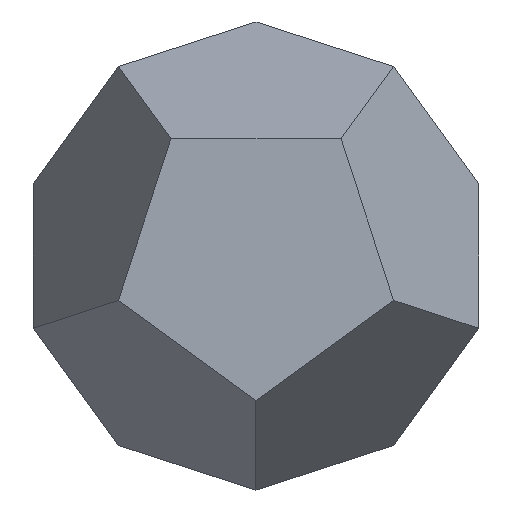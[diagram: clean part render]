
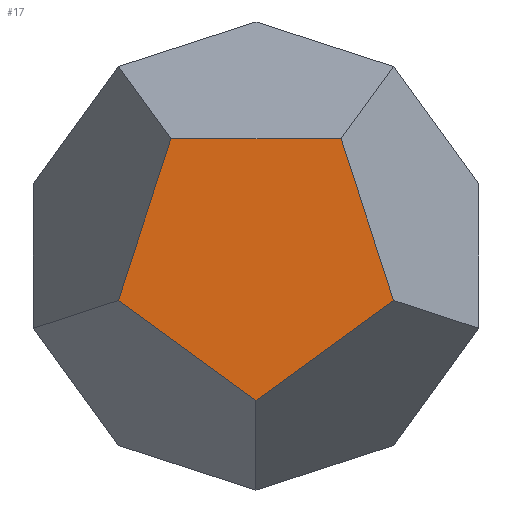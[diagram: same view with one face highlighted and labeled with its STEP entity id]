
A CAD part, top view. The second image highlights one B-rep face of the part: STEP entity #17.
In plain terms, the highlighted planar face has unit normal (0, 0, 1).
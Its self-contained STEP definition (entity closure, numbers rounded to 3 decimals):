
#17 = ADVANCED_FACE('',(#18),#32,.T.);
#18 = FACE_BOUND('',#19,.T.);
#19 = EDGE_LOOP('',(#20,#53,#79,#105,#131));
#20 = ORIENTED_EDGE('',*,*,#21,.F.);
#21 = EDGE_CURVE('',#22,#24,#26,.T.);
#22 = VERTEX_POINT('',#23);
#23 = CARTESIAN_POINT('',(10.898,-3.541,15.));
#24 = VERTEX_POINT('',#25);
#25 = CARTESIAN_POINT('',(0.,-11.459,15.));
#26 = SURFACE_CURVE('',#27,(#31,#42),.PCURVE_S1.);
#27 = LINE('',#28,#29);
#28 = CARTESIAN_POINT('',(0.634,-10.999,15.));
#29 = VECTOR('',#30,1.);
#30 = DIRECTION('',(-0.809,-0.588,0.));
#31 = PCURVE('',#32,#37);
#32 = PLANE('',#33);
#33 = AXIS2_PLACEMENT_3D('',#34,#35,#36);
#34 = CARTESIAN_POINT('',(-30.,-30.,15.));
#35 = DIRECTION('',(0.,0.,1.));
#36 = DIRECTION('',(1.,0.,0.));
#37 = DEFINITIONAL_REPRESENTATION('',(#38),#41);
#38 = B_SPLINE_CURVE_WITH_KNOTS('',1,(#39,#40),.UNSPECIFIED.,.F.,.F.,(2,
    2),(-16.85,4.946),.PIECEWISE_BEZIER_KNOTS.);
#39 = CARTESIAN_POINT('',(44.266,28.906));
#40 = CARTESIAN_POINT('',(26.632,16.094));
#41 = ( GEOMETRIC_REPRESENTATION_CONTEXT(2) 
PARAMETRIC_REPRESENTATION_CONTEXT() REPRESENTATION_CONTEXT('2D SPACE',''
  ) );
#42 = PCURVE('',#43,#48);
#43 = PLANE('',#44);
#44 = AXIS2_PLACEMENT_3D('',#45,#46,#47);
#45 = CARTESIAN_POINT('',(40.042,-4.075,
    -20.125));
#46 = DIRECTION('',(-0.526,0.724,-0.447));
#47 = DIRECTION('',(-0.809,-0.588,0.)
  );
#48 = DEFINITIONAL_REPRESENTATION('',(#49),#52);
#49 = B_SPLINE_CURVE_WITH_KNOTS('',1,(#50,#51),.UNSPECIFIED.,.F.,.F.,(2,
    2),(-16.85,4.946),.PIECEWISE_BEZIER_KNOTS.);
#50 = CARTESIAN_POINT('',(19.102,39.271));
#51 = CARTESIAN_POINT('',(40.898,39.271));
#52 = ( GEOMETRIC_REPRESENTATION_CONTEXT(2) 
PARAMETRIC_REPRESENTATION_CONTEXT() REPRESENTATION_CONTEXT('2D SPACE',''
  ) );
#53 = ORIENTED_EDGE('',*,*,#54,.F.);
#54 = EDGE_CURVE('',#55,#22,#57,.T.);
#55 = VERTEX_POINT('',#56);
#56 = CARTESIAN_POINT('',(6.735,9.271,15.));
#57 = SURFACE_CURVE('',#58,(#62,#68),.PCURVE_S1.);
#58 = LINE('',#59,#60);
#59 = CARTESIAN_POINT('',(7.158,7.971,15.));
#60 = VECTOR('',#61,1.);
#61 = DIRECTION('',(0.309,-0.951,0.));
#62 = PCURVE('',#32,#63);
#63 = DEFINITIONAL_REPRESENTATION('',(#64),#67);
#64 = B_SPLINE_CURVE_WITH_KNOTS('',1,(#65,#66),.UNSPECIFIED.,.F.,.F.,(2,
    2),(-5.529,16.268),.PIECEWISE_BEZIER_KNOTS.);
#65 = CARTESIAN_POINT('',(35.449,43.23));
#66 = CARTESIAN_POINT('',(42.184,22.5));
#67 = ( GEOMETRIC_REPRESENTATION_CONTEXT(2) 
PARAMETRIC_REPRESENTATION_CONTEXT() REPRESENTATION_CONTEXT('2D SPACE',''
  ) );
#68 = PCURVE('',#69,#74);
#69 = PLANE('',#70);
#70 = AXIS2_PLACEMENT_3D('',#71,#72,#73);
#71 = CARTESIAN_POINT('',(16.249,36.823,-20.125
    ));
#72 = DIRECTION('',(-0.851,-0.276,-0.447));
#73 = DIRECTION('',(0.309,-0.951,0.));
#74 = DEFINITIONAL_REPRESENTATION('',(#75),#78);
#75 = B_SPLINE_CURVE_WITH_KNOTS('',1,(#76,#77),.UNSPECIFIED.,.F.,.F.,(2,
    2),(-5.529,16.268),.PIECEWISE_BEZIER_KNOTS.);
#76 = CARTESIAN_POINT('',(19.102,39.271));
#77 = CARTESIAN_POINT('',(40.898,39.271));
#78 = ( GEOMETRIC_REPRESENTATION_CONTEXT(2) 
PARAMETRIC_REPRESENTATION_CONTEXT() REPRESENTATION_CONTEXT('2D SPACE',''
  ) );
#79 = ORIENTED_EDGE('',*,*,#80,.F.);
#80 = EDGE_CURVE('',#81,#55,#83,.T.);
#81 = VERTEX_POINT('',#82);
#82 = CARTESIAN_POINT('',(-6.735,9.271,15.));
#83 = SURFACE_CURVE('',#84,(#88,#94),.PCURVE_S1.);
#84 = LINE('',#85,#86);
#85 = CARTESIAN_POINT('',(-30.,9.271,15.));
#86 = VECTOR('',#87,1.);
#87 = DIRECTION('',(1.,0.,-0.));
#88 = PCURVE('',#32,#89);
#89 = DEFINITIONAL_REPRESENTATION('',(#90),#93);
#90 = B_SPLINE_CURVE_WITH_KNOTS('',1,(#91,#92),.UNSPECIFIED.,.F.,.F.,(2,
    2),(19.102,40.898),.PIECEWISE_BEZIER_KNOTS.);
#91 = CARTESIAN_POINT('',(19.102,39.271));
#92 = CARTESIAN_POINT('',(40.898,39.271));
#93 = ( GEOMETRIC_REPRESENTATION_CONTEXT(2) 
PARAMETRIC_REPRESENTATION_CONTEXT() REPRESENTATION_CONTEXT('2D SPACE',''
  ) );
#94 = PCURVE('',#95,#100);
#95 = PLANE('',#96);
#96 = AXIS2_PLACEMENT_3D('',#97,#98,#99);
#97 = CARTESIAN_POINT('',(-30.,26.833,-20.125
    ));
#98 = DIRECTION('',(0.,-0.894,-0.447));
#99 = DIRECTION('',(1.,0.,0.));
#100 = DEFINITIONAL_REPRESENTATION('',(#101),#104);
#101 = B_SPLINE_CURVE_WITH_KNOTS('',1,(#102,#103),.UNSPECIFIED.,.F.,.F.,
  (2,2),(19.102,40.898),.PIECEWISE_BEZIER_KNOTS.);
#102 = CARTESIAN_POINT('',(19.102,39.271));
#103 = CARTESIAN_POINT('',(40.898,39.271));
#104 = ( GEOMETRIC_REPRESENTATION_CONTEXT(2) 
PARAMETRIC_REPRESENTATION_CONTEXT() REPRESENTATION_CONTEXT('2D SPACE',''
  ) );
#105 = ORIENTED_EDGE('',*,*,#106,.F.);
#106 = EDGE_CURVE('',#107,#81,#109,.T.);
#107 = VERTEX_POINT('',#108);
#108 = CARTESIAN_POINT('',(-10.898,-3.541,15.));
#109 = SURFACE_CURVE('',#110,(#114,#120),.PCURVE_S1.);
#110 = LINE('',#111,#112);
#111 = CARTESIAN_POINT('',(-19.293,-29.377,15.));
#112 = VECTOR('',#113,1.);
#113 = DIRECTION('',(0.309,0.951,-0.));
#114 = PCURVE('',#32,#115);
#115 = DEFINITIONAL_REPRESENTATION('',(#116),#119);
#116 = B_SPLINE_CURVE_WITH_KNOTS('',1,(#117,#118),.UNSPECIFIED.,.F.,.F.,
  (2,2),(23.003,44.799),.PIECEWISE_BEZIER_KNOTS.);
#117 = CARTESIAN_POINT('',(17.816,22.5));
#118 = CARTESIAN_POINT('',(24.551,43.23));
#119 = ( GEOMETRIC_REPRESENTATION_CONTEXT(2) 
PARAMETRIC_REPRESENTATION_CONTEXT() REPRESENTATION_CONTEXT('2D SPACE',''
  ) );
#120 = PCURVE('',#121,#126);
#121 = PLANE('',#122);
#122 = AXIS2_PLACEMENT_3D('',#123,#124,#125);
#123 = CARTESIAN_POINT('',(-34.79,-20.24,
    -20.125));
#124 = DIRECTION('',(0.851,-0.276,-0.447));
#125 = DIRECTION('',(0.309,0.951,0.)
  );
#126 = DEFINITIONAL_REPRESENTATION('',(#127),#130);
#127 = B_SPLINE_CURVE_WITH_KNOTS('',1,(#128,#129),.UNSPECIFIED.,.F.,.F.,
  (2,2),(23.003,44.799),.PIECEWISE_BEZIER_KNOTS.);
#128 = CARTESIAN_POINT('',(19.102,39.271));
#129 = CARTESIAN_POINT('',(40.898,39.271));
#130 = ( GEOMETRIC_REPRESENTATION_CONTEXT(2) 
PARAMETRIC_REPRESENTATION_CONTEXT() REPRESENTATION_CONTEXT('2D SPACE',''
  ) );
#131 = ORIENTED_EDGE('',*,*,#132,.F.);
#132 = EDGE_CURVE('',#24,#107,#133,.T.);
#133 = SURFACE_CURVE('',#134,(#138,#144),.PCURVE_S1.);
#134 = LINE('',#135,#136);
#135 = CARTESIAN_POINT('',(4.001,-14.366,15.));
#136 = VECTOR('',#137,1.);
#137 = DIRECTION('',(-0.809,0.588,0.));
#138 = PCURVE('',#32,#139);
#139 = DEFINITIONAL_REPRESENTATION('',(#140),#143);
#140 = B_SPLINE_CURVE_WITH_KNOTS('',1,(#141,#142),.UNSPECIFIED.,.F.,.F.,
  (2,2),(0.783,22.58),.PIECEWISE_BEZIER_KNOTS.);
#141 = CARTESIAN_POINT('',(33.368,16.094));
#142 = CARTESIAN_POINT('',(15.734,28.906));
#143 = ( GEOMETRIC_REPRESENTATION_CONTEXT(2) 
PARAMETRIC_REPRESENTATION_CONTEXT() REPRESENTATION_CONTEXT('2D SPACE',''
  ) );
#144 = PCURVE('',#145,#150);
#145 = PLANE('',#146);
#146 = AXIS2_PLACEMENT_3D('',#147,#148,#149);
#147 = CARTESIAN_POINT('',(8.499,-39.342,
    -20.125));
#148 = DIRECTION('',(0.526,0.724,-0.447));
#149 = DIRECTION('',(-0.809,0.588,0.)
  );
#150 = DEFINITIONAL_REPRESENTATION('',(#151),#154);
#151 = B_SPLINE_CURVE_WITH_KNOTS('',1,(#152,#153),.UNSPECIFIED.,.F.,.F.,
  (2,2),(0.783,22.58),.PIECEWISE_BEZIER_KNOTS.);
#152 = CARTESIAN_POINT('',(19.102,39.271));
#153 = CARTESIAN_POINT('',(40.898,39.271));
#154 = ( GEOMETRIC_REPRESENTATION_CONTEXT(2) 
PARAMETRIC_REPRESENTATION_CONTEXT() REPRESENTATION_CONTEXT('2D SPACE',''
  ) );
